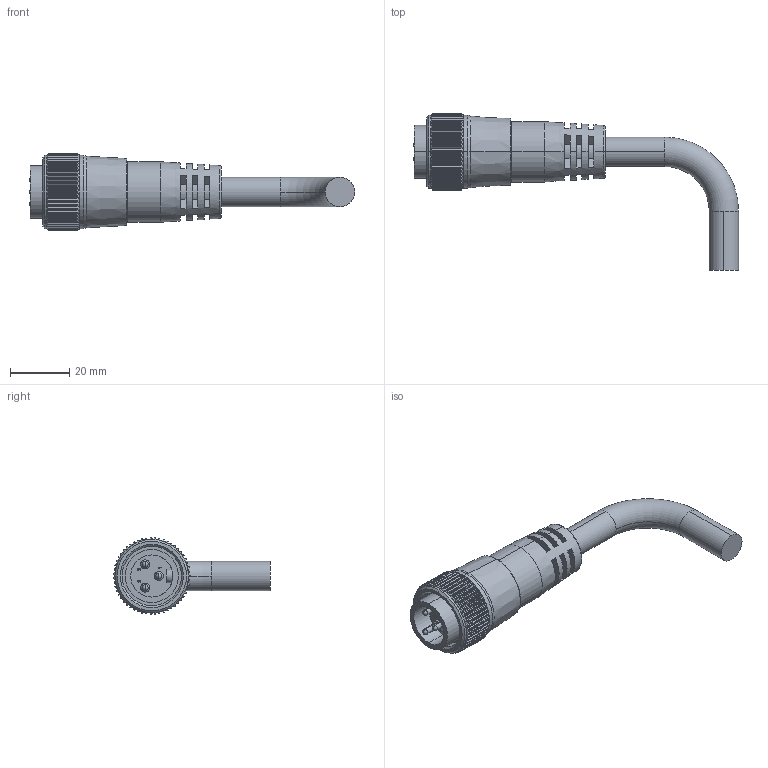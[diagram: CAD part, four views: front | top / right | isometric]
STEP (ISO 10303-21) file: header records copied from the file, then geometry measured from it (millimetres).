
FILE_DESCRIPTION (( 'STEP AP214' ), '1' );
FILE_NAME ('ZP-S1-3MP-10M.step', '2016-03-08T22:10:30', ( '' ), ( '' ), 'SwSTEP 2.0', 'SolidWorks 2015', '' );
FILE_SCHEMA (( 'AUTOMOTIVE_DESIGN' ));
Length unit declared in the file: millimetre
Products named in the file (1): ZP-S1-3MP-10M
Bounding box: 109.62 x 52.9 x 25.84 mm (x, y, z)
Volume: 27012.5 mm3; surface area: 12612 mm2
Topology: 5 solids, 5 shells, 564 faces, 1588 edges, 1047 vertices
Faces by surface type: cylinder 314, plane 196, cone 20, bspline 20, torus 8, sphere 6
Entity records: 20659 total; most frequent: CARTESIAN_POINT 7255, ORIENTED_EDGE 3152, DIRECTION 2253, EDGE_CURVE 1576, VERTEX_POINT 1041, AXIS2_PLACEMENT_3D 835, B_SPLINE_CURVE_WITH_KNOTS 703, EDGE_LOOP 585
